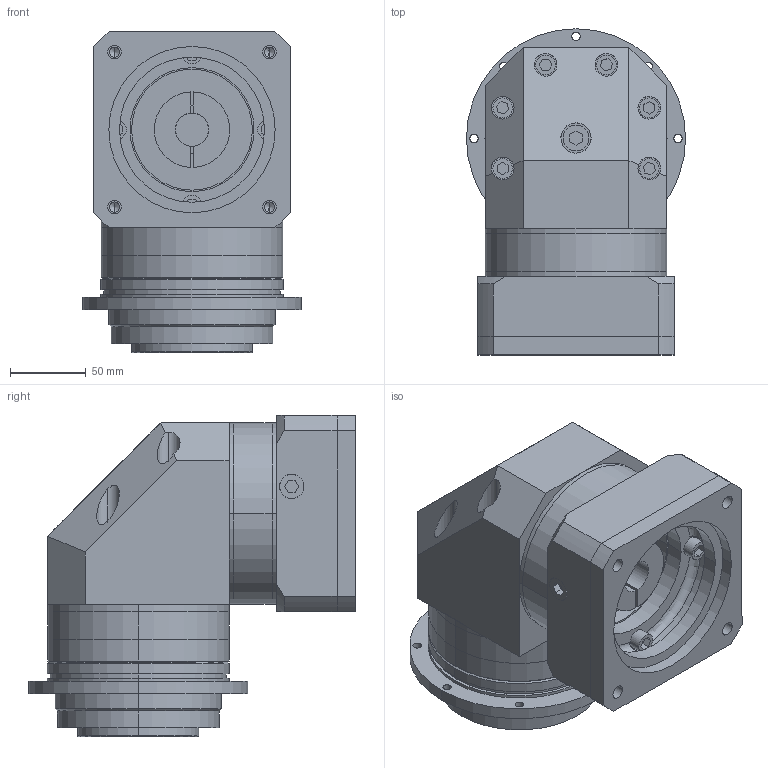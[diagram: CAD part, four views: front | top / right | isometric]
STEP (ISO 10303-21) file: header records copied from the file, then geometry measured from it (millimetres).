
FILE_DESCRIPTION (( 'STEP AP214' ), '1' );
FILE_NAME ('VGZH110单级模型（22-70 110-5 4-9-145）.STEP', '2019-01-11T03:17:56', ( 'Windows' ), ( 'Microsoft' ), 'SwSTEP 2.0', 'SolidWorks 2016', '' );
FILE_SCHEMA (( 'AUTOMOTIVE_DESIGN' ));
Length unit declared in the file: millimetre
Products named in the file (3): VGE115后过渡板（-70 110-5 4-9-145）; VGZH110等撰耀倰; VGZH110单级模型（22-70 110-5 4-9-145）
Assembly tree (2 placements, depth 2):
  VGZH110单级模型（22-70 110-5 4-9-145）
    VGZH110等撰耀倰
    VGE115后过渡板（-70 110-5 4-9-145）
Bounding box: 145 x 216 x 212.5 mm (x, y, z)
Volume: 2996307.9 mm3; surface area: 412114.7 mm2
Topology: 17 solids, 17 shells, 401 faces, 947 edges, 599 vertices
Faces by surface type: plane 181, cylinder 172, cone 40, torus 8
Entity records: 12437 total; most frequent: CARTESIAN_POINT 2172, DIRECTION 2047, ORIENTED_EDGE 1834, EDGE_CURVE 917, AXIS2_PLACEMENT_3D 762, VERTEX_POINT 599, LINE 523, VECTOR 523
